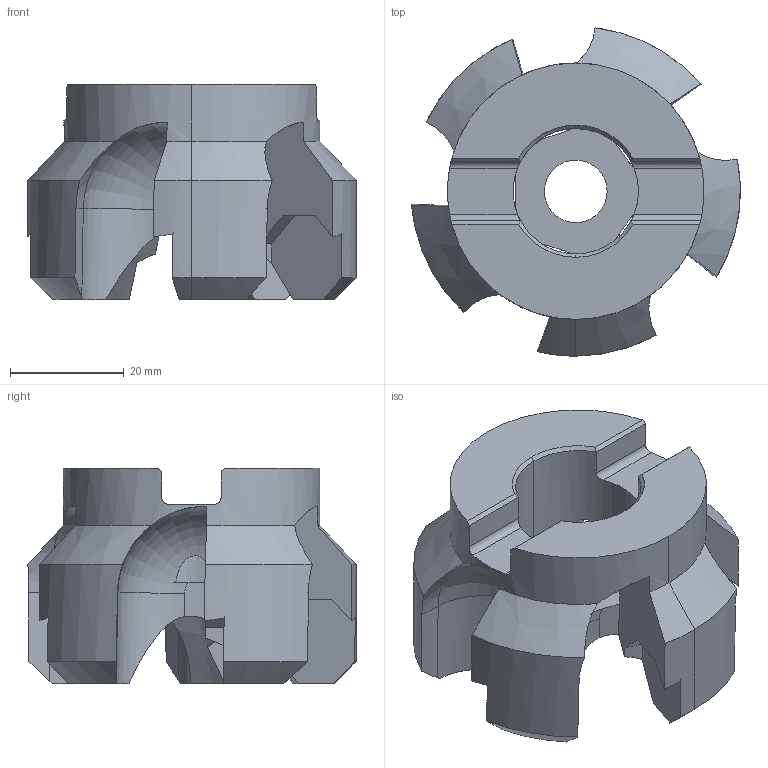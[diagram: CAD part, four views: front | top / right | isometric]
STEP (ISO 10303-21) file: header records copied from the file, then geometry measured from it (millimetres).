
FILE_DESCRIPTION(('no description'),'unknown implementation level');
FILE_NAME('solidvrTBV580Z8Skw37WcSrdcOlt4Uo_1.STP',' ',('CIM GmbH Aachen'),('CADClick - KiM GmbH - www.kimweb.de'),'unknown preprocess','ACIS','unknown authorization');
FILE_SCHEMA(('automotive_design'));
Length unit declared in the file: millimetre
Products named in the file (1): 1
Bounding box: 57.7 x 57.59 x 37.78 mm (x, y, z)
Volume: 34403.1 mm3; surface area: 13859.5 mm2
Topology: 1 solids, 1 shells, 132 faces, 403 edges, 264 vertices
Faces by surface type: plane 65, cylinder 43, cone 19, torus 5
Entity records: 9954 total; most frequent: CARTESIAN_POINT 2016, ORIENTED_EDGE 806, STYLED_ITEM 800, PRESENTATION_STYLE_ASSIGNMENT 800, COLOUR_RGB 800, DIRECTION 712, EDGE_CURVE 403, CURVE_STYLE 403
